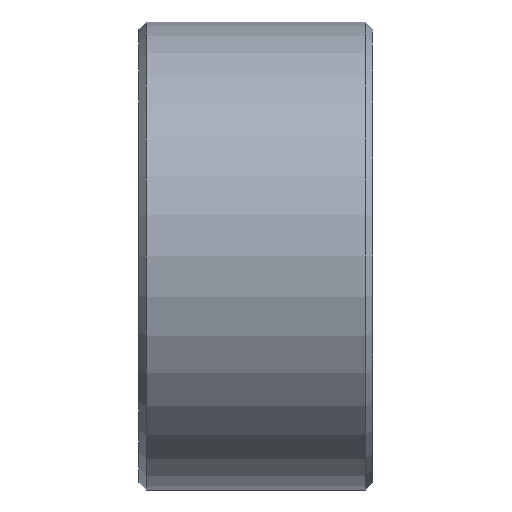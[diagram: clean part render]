
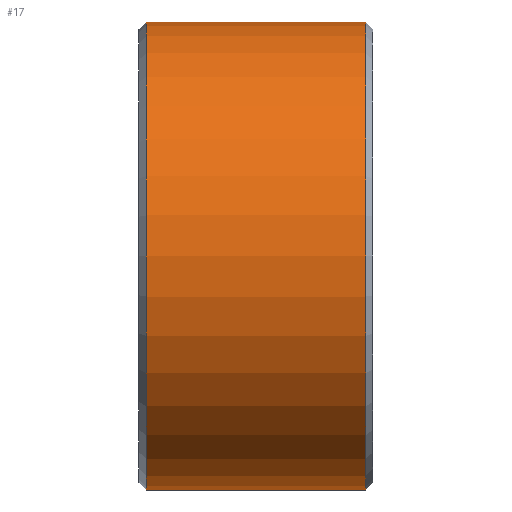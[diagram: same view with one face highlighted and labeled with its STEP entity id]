
A CAD part, front view. The second image highlights one B-rep face of the part: STEP entity #17.
In plain terms, the highlighted cylindrical face has radius 16 mm (diameter 32 mm), a full revolution.
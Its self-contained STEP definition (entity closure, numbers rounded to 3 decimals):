
#17 = ADVANCED_FACE ( 'NONE', ( #368, #372, #367 ), #369, .T. ) ;
#49 = EDGE_CURVE ( 'NONE', #628, #628, #561, .T. ) ;
#61 = EDGE_CURVE ( 'NONE', #596, #596, #504, .T. ) ;
#62 = EDGE_CURVE ( 'NONE', #595, #595, #323, .T. ) ;
#79 = CARTESIAN_POINT ( 'NONE',  ( 3.121, 15.941, 1.369 ) ) ;
#82 = CARTESIAN_POINT ( 'NONE',  ( 2.842, 15.933, 1.464 ) ) ;
#87 = CARTESIAN_POINT ( 'NONE',  ( 3.21, 15.945, 1.325 ) ) ;
#108 = CARTESIAN_POINT ( 'NONE',  ( 2.937, 15.935, 1.438 ) ) ;
#150 = DIRECTION ( 'NONE',  ( 0., 0., 1. ) ) ;
#157 = CARTESIAN_POINT ( 'NONE',  ( 2.745, 15.931, -1.483 ) ) ;
#161 = CARTESIAN_POINT ( 'NONE',  ( 3.294, 15.949, -1.277 ) ) ;
#163 = CARTESIAN_POINT ( 'NONE',  ( 3.826, 15.985, 0.708 ) ) ;
#167 = DIRECTION ( 'NONE',  ( -1., 0., 0. ) ) ;
#174 = CARTESIAN_POINT ( 'NONE',  ( 2.549, 15.93, -1.499 ) ) ;
#178 = CARTESIAN_POINT ( 'NONE',  ( 3.454, 15.958, 1.162 ) ) ;
#179 = DIRECTION ( 'NONE',  ( 1., 0., 0. ) ) ;
#182 = CARTESIAN_POINT ( 'NONE',  ( 3.598, 15.967, 1.027 ) ) ;
#185 = CARTESIAN_POINT ( 'NONE',  ( 3.729, 15.976, -0.882 ) ) ;
#189 = CARTESIAN_POINT ( 'NONE',  ( 3.662, 15.972, 0.953 ) ) ;
#193 = CARTESIAN_POINT ( 'NONE',  ( 3.376, 15.953, 1.222 ) ) ;
#194 = CARTESIAN_POINT ( 'NONE',  ( 0.5, 0., 0. ) ) ;
#198 = CARTESIAN_POINT ( 'NONE',  ( 3.209, 15.945, -1.325 ) ) ;
#199 = CARTESIAN_POINT ( 'NONE',  ( 3.973, 15.997, -0.346 ) ) ;
#202 = CARTESIAN_POINT ( 'NONE',  ( 3.835, 15.985, -0.712 ) ) ;
#205 = CARTESIAN_POINT ( 'NONE',  ( 4.006, 16.001, -0.147 ) ) ;
#207 = CARTESIAN_POINT ( 'NONE',  ( 2.648, 15.93, -1.496 ) ) ;
#209 = CARTESIAN_POINT ( 'NONE',  ( 3.453, 15.958, -1.162 ) ) ;
#212 = CARTESIAN_POINT ( 'NONE',  ( 3.776, 15.98, 0.794 ) ) ;
#216 = CARTESIAN_POINT ( 'NONE',  ( 3.996, 16., 0.146 ) ) ;
#217 = CARTESIAN_POINT ( 'NONE',  ( 2.936, 15.935, -1.439 ) ) ;
#219 = CARTESIAN_POINT ( 'NONE',  ( 3.528, 15.963, -1.097 ) ) ;
#221 = CARTESIAN_POINT ( 'NONE',  ( 2.549, 15.929, 1.502 ) ) ;
#222 = CARTESIAN_POINT ( 'NONE',  ( 15.5, 0., 0. ) ) ;
#224 = CARTESIAN_POINT ( 'NONE',  ( 3.983, 15.998, 0.245 ) ) ;
#231 = CARTESIAN_POINT ( 'NONE',  ( 2.06, 15.935, 1.447 ) ) ;
#239 = CARTESIAN_POINT ( 'NONE',  ( 1.704, 15.948, 1.286 ) ) ;
#241 = DIRECTION ( 'NONE',  ( 0., 0., 1. ) ) ;
#243 = CARTESIAN_POINT ( 'NONE',  ( 3.938, 15.994, 0.436 ) ) ;
#249 = CARTESIAN_POINT ( 'NONE',  ( 3.907, 15.992, 0.529 ) ) ;
#252 = CARTESIAN_POINT ( 'NONE',  ( 2.649, 15.93, 1.496 ) ) ;
#253 = CARTESIAN_POINT ( 'NONE',  ( 2.256, 15.93, 1.493 ) ) ;
#256 = CARTESIAN_POINT ( 'NONE',  ( 3.03, 15.938, -1.407 ) ) ;
#292 = EDGE_LOOP ( 'NONE', ( #412 ) ) ;
#308 = EDGE_LOOP ( 'NONE', ( #419 ) ) ;
#312 = EDGE_LOOP ( 'NONE', ( #417 ) ) ;
#323 = B_SPLINE_CURVE_WITH_KNOTS ( 'NONE', 3,
 ( #174, #207, #157, #217, #256, #198, #161, #209, #219, #185, #202, #199, #205, #216, #224, #243, #249, #163, #212, #189, #182, #178, #193, #87, #79, #108, #82, #252, #221, #253, #231, #239, #701, #579, #601, #600, #634, #635, #636, #637, #638, #639, #640, #641, #642, #643, #644, #645, #646, #647, #648, #649 ),
 .UNSPECIFIED., .T., .F.,
 ( 4, 2, 2, 2, 2, 2, 2, 2, 2, 2, 2, 2, 2, 2, 2, 2, 2, 2, 2, 2, 2, 2, 2, 2, 2, 4 ),
 ( 0., 0., 0.001, 0.001, 0.001, 0.002, 0.002, 0.003, 0.003, 0.003, 0.004, 0.004, 0.004, 0.004, 0.005, 0.005, 0.006, 0.006, 0.006, 0.007, 0.007, 0.008, 0.008, 0.008, 0.009, 0.009 ),
 .UNSPECIFIED. ) ;
#365 = DIRECTION ( 'NONE',  ( -1., 0., 0. ) ) ;
#366 = DIRECTION ( 'NONE',  ( 0., 0., 1. ) ) ;
#367 = FACE_OUTER_BOUND ( 'NONE', #308, .T. ) ;
#368 = FACE_BOUND ( 'NONE', #292, .T. ) ;
#369 = CYLINDRICAL_SURFACE ( 'NONE', #468, 16. ) ;
#370 = CARTESIAN_POINT ( 'NONE',  ( 50., 0., 0. ) ) ;
#372 = FACE_OUTER_BOUND ( 'NONE', #312, .T. ) ;
#412 = ORIENTED_EDGE ( 'NONE', *, *, #62, .T. ) ;
#417 = ORIENTED_EDGE ( 'NONE', *, *, #61, .T. ) ;
#419 = ORIENTED_EDGE ( 'NONE', *, *, #49, .T. ) ;
#468 = AXIS2_PLACEMENT_3D ( 'NONE', #370, #365, #366 ) ;
#470 = AXIS2_PLACEMENT_3D ( 'NONE', #194, #179, #150 ) ;
#504 = CIRCLE ( 'NONE', #470, 16. ) ;
#552 = AXIS2_PLACEMENT_3D ( 'NONE', #222, #167, #241 ) ;
#561 = CIRCLE ( 'NONE', #552, 16. ) ;
#575 = CARTESIAN_POINT ( 'NONE',  ( 0.5, 0., 16. ) ) ;
#579 = CARTESIAN_POINT ( 'NONE',  ( 1.339, 15.972, 0.955 ) ) ;
#590 = CARTESIAN_POINT ( 'NONE',  ( 2.549, 15.93, -1.499 ) ) ;
#595 = VERTEX_POINT ( 'NONE', #590 ) ;
#596 = VERTEX_POINT ( 'NONE', #575 ) ;
#600 = CARTESIAN_POINT ( 'NONE',  ( 1.175, 15.984, 0.71 ) ) ;
#601 = CARTESIAN_POINT ( 'NONE',  ( 1.278, 15.976, 0.876 ) ) ;
#625 = CARTESIAN_POINT ( 'NONE',  ( 15.5, 0., 16. ) ) ;
#628 = VERTEX_POINT ( 'NONE', #625 ) ;
#634 = CARTESIAN_POINT ( 'NONE',  ( 1.131, 15.988, 0.622 ) ) ;
#635 = CARTESIAN_POINT ( 'NONE',  ( 1.062, 15.994, 0.438 ) ) ;
#636 = CARTESIAN_POINT ( 'NONE',  ( 1.036, 15.997, 0.342 ) ) ;
#637 = CARTESIAN_POINT ( 'NONE',  ( 1.004, 16., 0.149 ) ) ;
#638 = CARTESIAN_POINT ( 'NONE',  ( 0.998, 16., 0.051 ) ) ;
#639 = CARTESIAN_POINT ( 'NONE',  ( 1.007, 15.999, -0.246 ) ) ;
#640 = CARTESIAN_POINT ( 'NONE',  ( 1.052, 15.995, -0.439 ) ) ;
#641 = CARTESIAN_POINT ( 'NONE',  ( 1.174, 15.985, -0.708 ) ) ;
#642 = CARTESIAN_POINT ( 'NONE',  ( 1.223, 15.981, -0.793 ) ) ;
#643 = CARTESIAN_POINT ( 'NONE',  ( 1.337, 15.972, -0.952 ) ) ;
#644 = CARTESIAN_POINT ( 'NONE',  ( 1.402, 15.967, -1.027 ) ) ;
#645 = CARTESIAN_POINT ( 'NONE',  ( 1.616, 15.953, -1.228 ) ) ;
#646 = CARTESIAN_POINT ( 'NONE',  ( 1.787, 15.944, -1.334 ) ) ;
#647 = CARTESIAN_POINT ( 'NONE',  ( 2.153, 15.932, -1.472 ) ) ;
#648 = CARTESIAN_POINT ( 'NONE',  ( 2.351, 15.929, -1.506 ) ) ;
#649 = CARTESIAN_POINT ( 'NONE',  ( 2.549, 15.93, -1.499 ) ) ;
#701 = CARTESIAN_POINT ( 'NONE',  ( 1.54, 15.958, 1.169 ) ) ;
